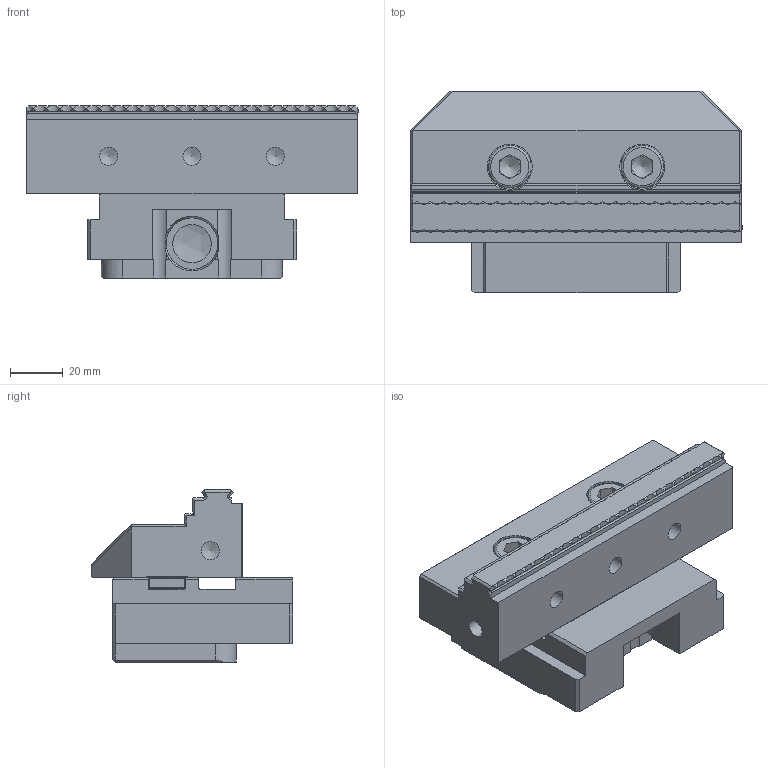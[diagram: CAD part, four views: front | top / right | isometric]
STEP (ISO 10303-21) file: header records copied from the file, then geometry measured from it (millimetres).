
FILE_DESCRIPTION((''),'2;1');
FILE_NAME('MORS MOBILES 1 wnt.stp','2019-11-07T15:40:06',(''),(''),'STEP Write','Mastercam 2020 ... CNC Software, Inc.','');
FILE_SCHEMA(('AUTOMOTIVE_DESIGN'));
Length unit declared in the file: millimetre
Products named in the file (1): None
Bounding box: 125.4 x 76 x 65 mm (x, y, z)
Volume: 269368.6 mm3; surface area: 51872 mm2
Topology: 1 solids, 3 shells, 435 faces, 1250 edges, 825 vertices
Faces by surface type: plane 302, cylinder 103, cone 18, bspline 6, torus 4, sphere 2
Full cylindrical faces by diameter (mm): 0.816 x2, 6.8 x5, 8.1 x2, 8.5 x4, 10 x2, 11 x2, 14.5 x1, 16 x2, 17 x2, 19.5 x1, 20 x3
Entity records: 14732 total; most frequent: CARTESIAN_POINT 3841, ORIENTED_EDGE 2374, DIRECTION 1925, EDGE_CURVE 1187, VERTEX_POINT 802, VECTOR 703, LINE 703, AXIS2_PLACEMENT_3D 611
